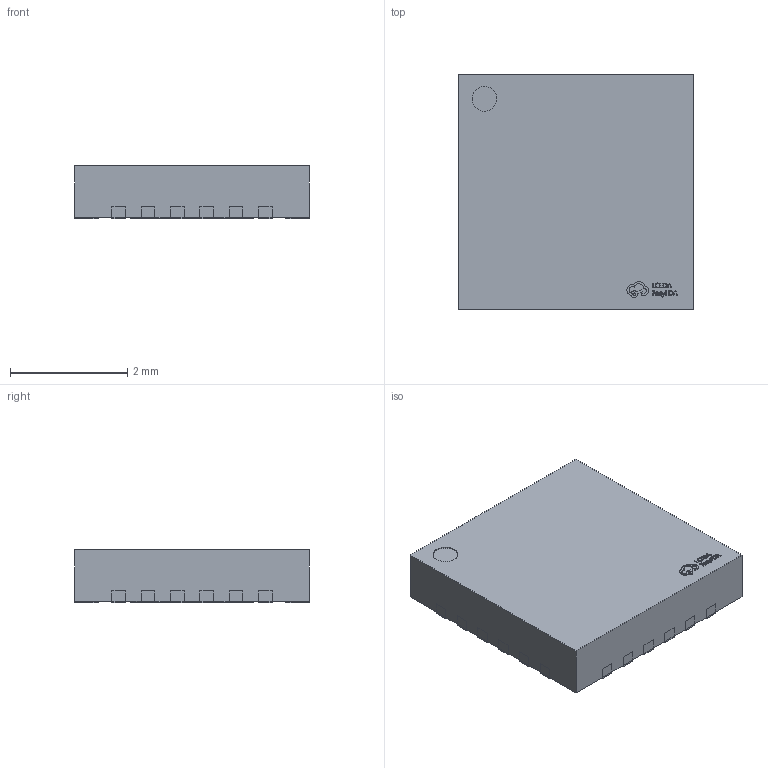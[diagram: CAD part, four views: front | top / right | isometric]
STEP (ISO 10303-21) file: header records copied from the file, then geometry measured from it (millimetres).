
FILE_DESCRIPTION(('Open CASCADE Model'),'2;1');
FILE_NAME('Open CASCADE Shape Model','2026-01-15T11:39:41',('Author'),( 'Open CASCADE'),'Open CASCADE STEP processor 7.9','Open CASCADE 7.9' ,'Unknown');
FILE_SCHEMA(('AUTOMOTIVE_DESIGN { 1 0 10303 214 1 1 1 1 }'));
Length unit declared in the file: millimetre
Products named in the file (1): COMPOUND
Bounding box: 4 x 4 x 0.91 mm (x, y, z)
Surface area: 74.8 mm2
Topology: 50 solids, 50 shells, 686 faces, 1677 edges, 1118 vertices
Faces by surface type: bspline 686
Entity records: 24276 total; most frequent: CARTESIAN_POINT 8793, ORIENTED_EDGE 3354, EDGE_CURVE 1677, B_SPLINE_CURVE_WITH_KNOTS 1667, VERTEX_POINT 1118, FACE_BOUND 713, EDGE_LOOP 713, ADVANCED_FACE 686
